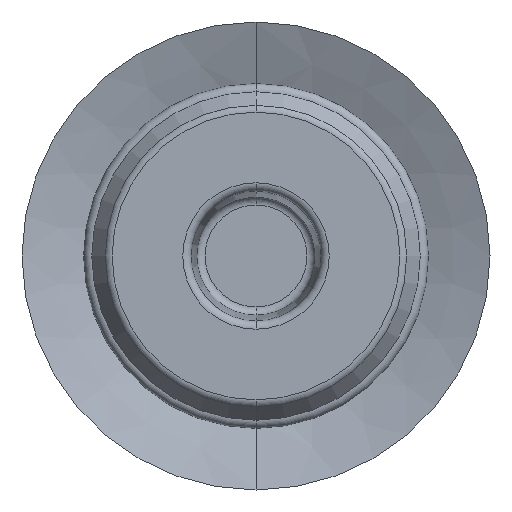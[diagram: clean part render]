
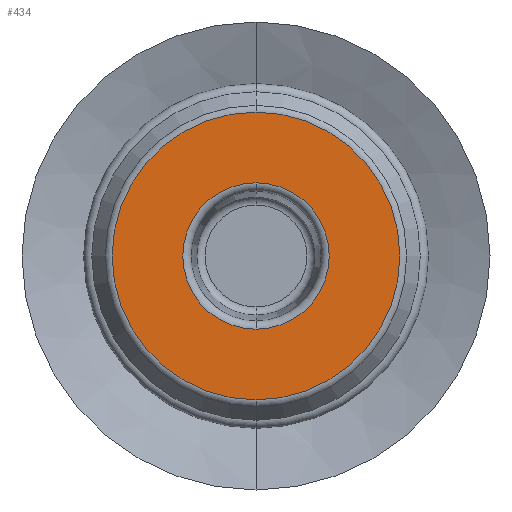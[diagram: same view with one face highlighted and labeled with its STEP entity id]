
A CAD part, front view. The second image highlights one B-rep face of the part: STEP entity #434.
In plain terms, the highlighted planar face has unit normal (0, -1, 0).
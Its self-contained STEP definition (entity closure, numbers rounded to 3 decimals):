
#185 = CARTESIAN_POINT ( 'NONE',  ( 0., -3.4, 0. ) ) ;
#186 = DIRECTION ( 'NONE',  ( 0., 1., 0. ) ) ;
#187 = DIRECTION ( 'NONE',  ( 0., 0., 1. ) ) ;
#194 = CARTESIAN_POINT ( 'NONE',  ( 0., -3.4, 0. ) ) ;
#195 = DIRECTION ( 'NONE',  ( 0., 1., 0. ) ) ;
#196 = DIRECTION ( 'NONE',  ( 0., 0., 1. ) ) ;
#230 = CARTESIAN_POINT ( 'NONE',  ( 0., -3.4, 0. ) ) ;
#231 = DIRECTION ( 'NONE',  ( 0., 1., 0. ) ) ;
#232 = DIRECTION ( 'NONE',  ( 0., 0., 1. ) ) ;
#233 = CARTESIAN_POINT ( 'NONE',  ( 0., -3.4, 0. ) ) ;
#234 = DIRECTION ( 'NONE',  ( 0., 1., 0. ) ) ;
#239 = CARTESIAN_POINT ( 'NONE',  ( 0., -3.4, -4.458 ) ) ;
#240 = CARTESIAN_POINT ( 'NONE',  ( 0., -3.4, 4.458 ) ) ;
#264 = CARTESIAN_POINT ( 'NONE',  ( 0., -3.4, 8.759 ) ) ;
#266 = CARTESIAN_POINT ( 'NONE',  ( 0., -3.4, -8.759 ) ) ;
#306 = DIRECTION ( 'NONE',  ( 0., 0., 1. ) ) ;
#434 = ADVANCED_FACE ( 'NONE', ( #1156, #1157 ), #578, .T. ) ;
#505 = EDGE_CURVE ( 'NONE', #992, #575, #772, .T. ) ;
#508 = EDGE_CURVE ( 'NONE', #1047, #1049, #859, .T. ) ;
#521 = EDGE_CURVE ( 'NONE', #575, #992, #872, .T. ) ;
#522 = EDGE_CURVE ( 'NONE', #1049, #1047, #928, .T. ) ;
#575 = VERTEX_POINT ( 'NONE', #239 ) ;
#578 = PLANE ( 'NONE',  #777 ) ;
#579 = CARTESIAN_POINT ( 'NONE',  ( 0., -3.4, 8.759 ) ) ;
#580 = DIRECTION ( 'NONE',  ( 0., -1., 0. ) ) ;
#581 = DIRECTION ( 'NONE',  ( 0., 0., -1. ) ) ;
#772 = CIRCLE ( 'NONE', #888, 4.458 ) ;
#777 = AXIS2_PLACEMENT_3D ( 'NONE', #579, #580, #581 ) ;
#859 = CIRCLE ( 'NONE', #942, 8.759 ) ;
#872 = CIRCLE ( 'NONE', #912, 4.458 ) ;
#888 = AXIS2_PLACEMENT_3D ( 'NONE', #185, #186, #187 ) ;
#912 = AXIS2_PLACEMENT_3D ( 'NONE', #230, #231, #232 ) ;
#928 = CIRCLE ( 'NONE', #938, 8.759 ) ;
#938 = AXIS2_PLACEMENT_3D ( 'NONE', #233, #234, #306 ) ;
#942 = AXIS2_PLACEMENT_3D ( 'NONE', #194, #195, #196 ) ;
#992 = VERTEX_POINT ( 'NONE', #240 ) ;
#1010 = EDGE_LOOP ( 'NONE', ( #1068, #1069 ) ) ;
#1011 = EDGE_LOOP ( 'NONE', ( #1066, #1067 ) ) ;
#1047 = VERTEX_POINT ( 'NONE', #264 ) ;
#1049 = VERTEX_POINT ( 'NONE', #266 ) ;
#1066 = ORIENTED_EDGE ( 'NONE', *, *, #505, .T. ) ;
#1067 = ORIENTED_EDGE ( 'NONE', *, *, #521, .T. ) ;
#1068 = ORIENTED_EDGE ( 'NONE', *, *, #508, .F. ) ;
#1069 = ORIENTED_EDGE ( 'NONE', *, *, #522, .F. ) ;
#1156 = FACE_BOUND ( 'NONE', #1011, .T. ) ;
#1157 = FACE_OUTER_BOUND ( 'NONE', #1010, .T. ) ;
